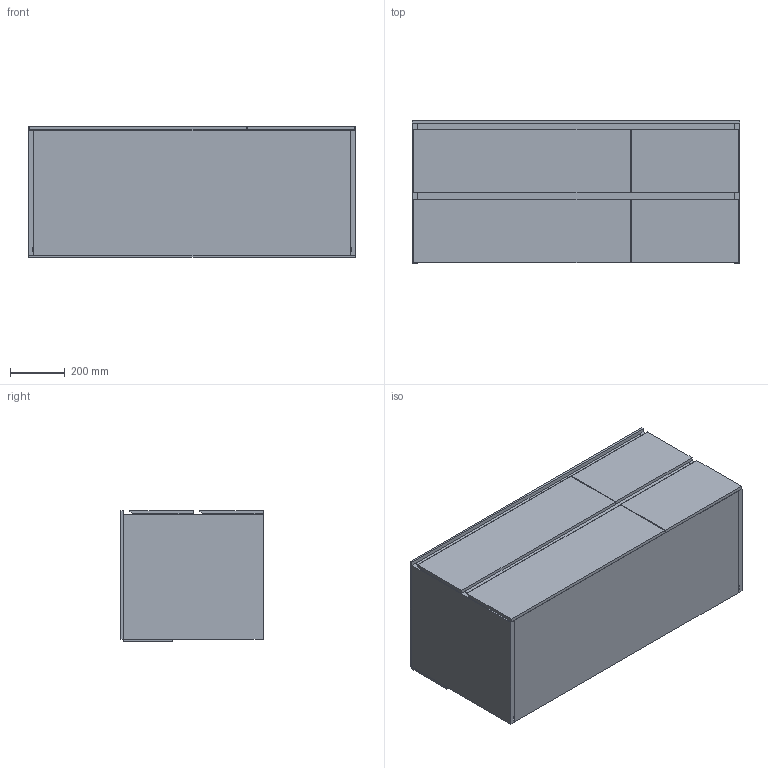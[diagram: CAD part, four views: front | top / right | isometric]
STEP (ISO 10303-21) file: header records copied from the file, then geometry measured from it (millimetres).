
FILE_DESCRIPTION (( 'STEP AP214' ), '1' );
FILE_NAME ('WP1200500-4AUSAERL-47.STEP', '2021-02-08T09:40:51', ( '' ), ( '' ), 'SwSTEP 2.0', 'SolidWorks 2020', '' );
FILE_SCHEMA (( 'AUTOMOTIVE_DESIGN' ));
Length unit declared in the file: millimetre
Products named in the file (3): WP1200500-4AUSAERL-47; WP 1200500-4AUSAERL-47_us_Spanweiá lackiert<Wie bearbeitet>; WP 1200500-4AUSAERL-47_wt_Mit Hahnloch ohne Schlitz｜erlauf
Assembly tree (2 placements, depth 2):
  WP1200500-4AUSAERL-47
    WP 1200500-4AUSAERL-47_us_Spanweiá lackiert<Wie bearbeitet>
    WP 1200500-4AUSAERL-47_wt_Mit Hahnloch ohne Schlitz｜erlauf
Bounding box: 1200 x 520 x 478 mm (x, y, z)
Volume: 62956359.8 mm3; surface area: 8816712.4 mm2
Topology: 30 solids, 30 shells, 351 faces, 834 edges, 544 vertices
Faces by surface type: plane 281, cylinder 44, bspline 20, cone 4, torus 2
Entity records: 14562 total; most frequent: CARTESIAN_POINT 6176, ORIENTED_EDGE 1668, DIRECTION 1522, EDGE_CURVE 834, VECTOR 698, LINE 698, VERTEX_POINT 544, AXIS2_PLACEMENT_3D 412
